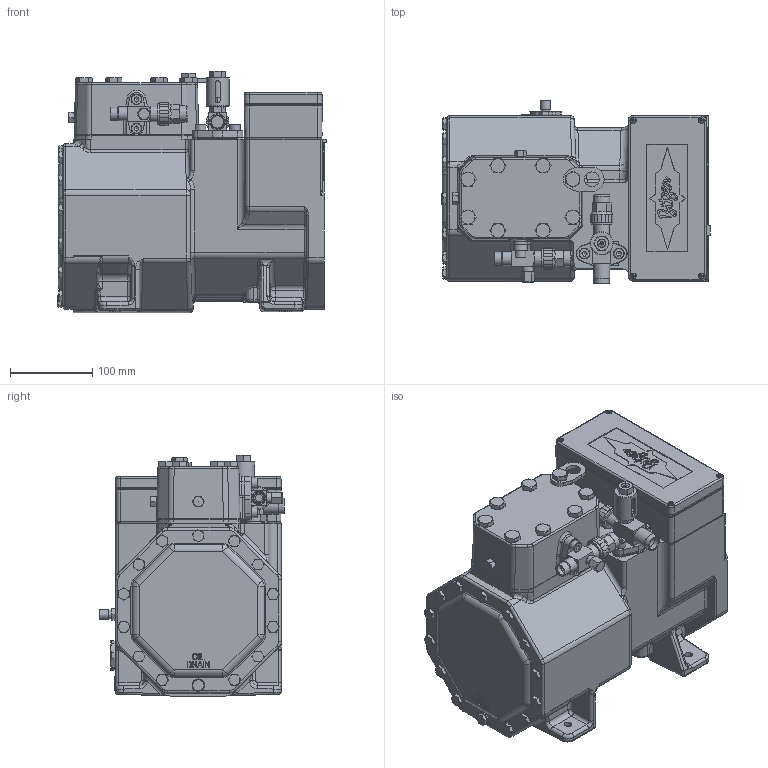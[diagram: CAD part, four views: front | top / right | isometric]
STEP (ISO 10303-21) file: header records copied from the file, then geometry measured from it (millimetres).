
FILE_DESCRIPTION(/* description */ (''),/* implementation_level */ '2;1');
FILE_NAME(/* name */ '2MSL-07K_2FSL-4K_STANDARD.stp',/* time_stamp */ '2013-05-08T11:35:34+02:00',/* author */ (''),/* organization */ (''),/* preprocessor_version */ 'ST-DEVELOPER v14',/* originating_system */ 'SIEMENS PLM Software NX 8.0',/* authorisation */ '');
FILE_SCHEMA (('AUTOMOTIVE_DESIGN { 1 0 10303 214 3 1 1 1 }'));
Products named in the file (5): PROTECT_CAP_PRESS_REL_VALVE; SHUT_OFF_VALVE_D12L_1-2; BODY_2MSL-2FSL; SHUT_OFF_VALVE_D16L; 2MSL-07K_2FSL-4K_STANDARD
Assembly tree (4 placements, depth 2):
  2MSL-07K_2FSL-4K_STANDARD
    SHUT_OFF_VALVE_D16L
    BODY_2MSL-2FSL
    SHUT_OFF_VALVE_D12L_1-2
    PROTECT_CAP_PRESS_REL_VALVE
Bounding box: 327.18 x 224.5 x 295.08 mm (x, y, z)
Volume: 13171787.5 mm3; surface area: 575567.1 mm2
Topology: 4 solids, 42 shells, 3146 faces, 7750 edges, 4901 vertices
Faces by surface type: plane 1380, cylinder 786, cone 384, bspline 295, extrusion 181, torus 97, sphere 23
Full cylindrical faces by diameter (mm): 2 x2, 2.48 x4, 4.5 x1, 5 x2, 5.1 x2, 5.188 x4, 6.5 x4, 6.985 x2, 7.188 x2, 7.344 x6, 7.794 x19, 8 x1, 8.5 x14, 8.782 x4, 9 x11, 9.391 x2, 9.5 x4, 10 x2, 10.287 x1, 10.29 x2, 10.5 x1, 11 x8, 11.6 x14, 12 x3, 12.1 x1, 12.8 x1, 13 x5, 13.716 x1, 14 x3, 14.2 x2
Entity records: 106580 total; most frequent: CARTESIAN_POINT 33133, ORIENTED_EDGE 14650, DIRECTION 13961, EDGE_CURVE 7325, AXIS2_PLACEMENT_3D 5246, VERTEX_POINT 4803, EDGE_LOOP 3746, VECTOR 3469
